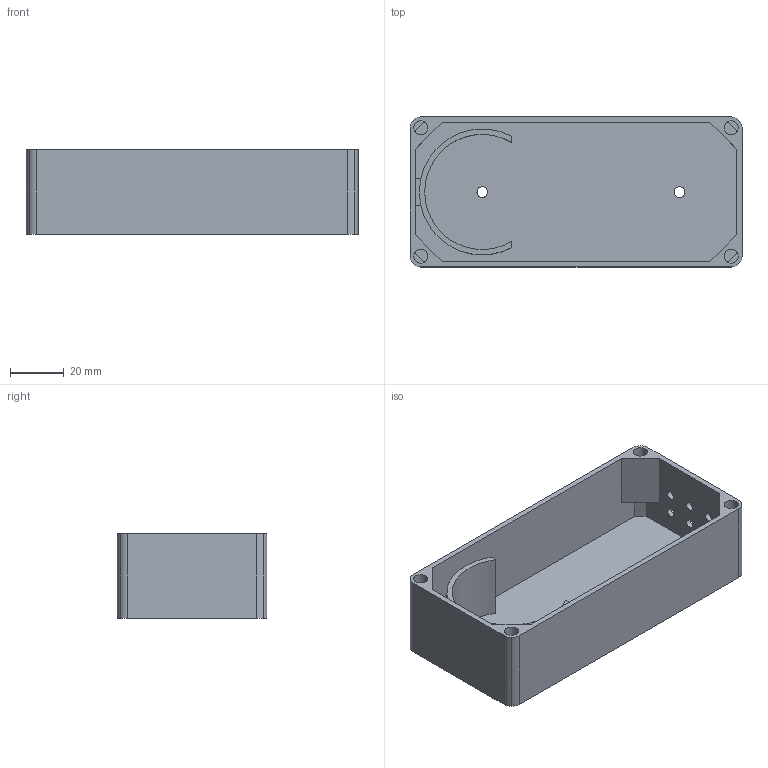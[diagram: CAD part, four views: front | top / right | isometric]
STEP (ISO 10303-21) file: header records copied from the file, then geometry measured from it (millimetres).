
FILE_DESCRIPTION(('STEP AP214'),'1');
FILE_NAME('Shelly_1_mit Temp_Case_BASE.stp','2023-01-31T08:26:47',(' '),(' '),'Spatial InterOp 3D',' ',' ');
FILE_SCHEMA(('AUTOMOTIVE_DESIGN { 1 0 10303 214 1 1 1 1 }'));
Length unit declared in the file: metre
Products named in the file (1): Volumenkörper
Bounding box: 124 x 56 x 31.5 mm (x, y, z)
Volume: 38366.6 mm3; surface area: 40660 mm2
Topology: 1 solids, 1 shells, 69 faces, 202 edges, 132 vertices
Faces by surface type: cylinder 36, plane 33
Entity records: 2386 total; most frequent: DIRECTION 423, CARTESIAN_POINT 404, ORIENTED_EDGE 404, EDGE_CURVE 202, AXIS2_PLACEMENT_3D 151, VERTEX_POINT 132, LINE 121, VECTOR 121
